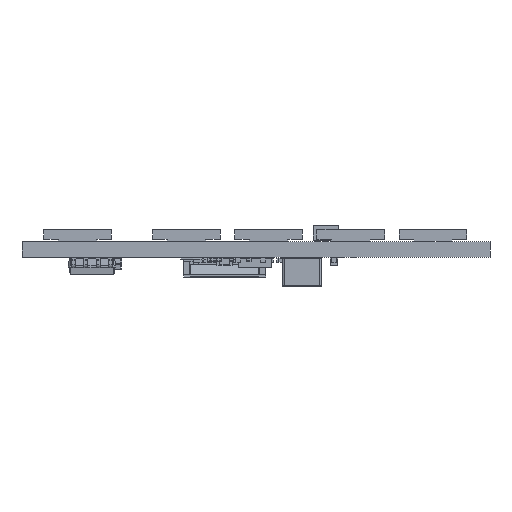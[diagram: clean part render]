
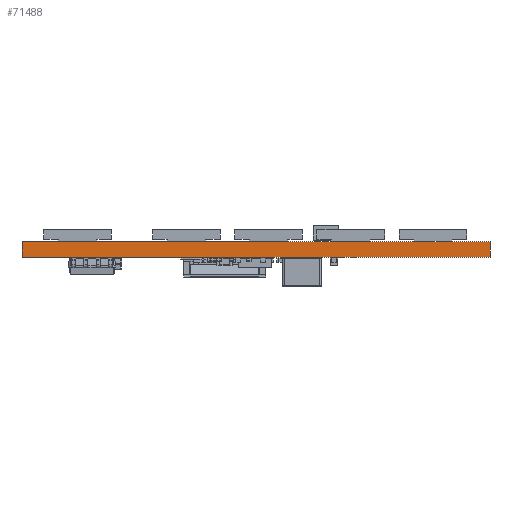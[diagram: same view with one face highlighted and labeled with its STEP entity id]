
A CAD part, left-side view. The second image highlights one B-rep face of the part: STEP entity #71488.
In plain terms, the highlighted planar face has unit normal (-1, 0, 0).
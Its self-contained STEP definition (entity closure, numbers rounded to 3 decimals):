
#71372 = EDGE_CURVE('',#71373,#71375,#71377,.T.);
#71373 = VERTEX_POINT('',#71374);
#71374 = CARTESIAN_POINT('',(90.,-40.,0.));
#71375 = VERTEX_POINT('',#71376);
#71376 = CARTESIAN_POINT('',(90.,-40.,1.6));
#71377 = SURFACE_CURVE('',#71378,(#71382,#71394),.PCURVE_S1.);
#71378 = LINE('',#71379,#71380);
#71379 = CARTESIAN_POINT('',(90.,-40.,0.));
#71380 = VECTOR('',#71381,1.);
#71381 = DIRECTION('',(0.,0.,1.));
#71382 = PCURVE('',#71383,#71388);
#71383 = PLANE('',#71384);
#71384 = AXIS2_PLACEMENT_3D('',#71385,#71386,#71387);
#71385 = CARTESIAN_POINT('',(90.,-40.,0.));
#71386 = DIRECTION('',(0.,1.,0.));
#71387 = DIRECTION('',(1.,0.,0.));
#71388 = DEFINITIONAL_REPRESENTATION('',(#71389),#71393);
#71389 = LINE('',#71390,#71391);
#71390 = CARTESIAN_POINT('',(0.,0.));
#71391 = VECTOR('',#71392,1.);
#71392 = DIRECTION('',(0.,-1.));
#71393 = ( GEOMETRIC_REPRESENTATION_CONTEXT(2) 
PARAMETRIC_REPRESENTATION_CONTEXT() REPRESENTATION_CONTEXT('2D SPACE',''
  ) );
#71394 = PCURVE('',#71395,#71400);
#71395 = PLANE('',#71396);
#71396 = AXIS2_PLACEMENT_3D('',#71397,#71398,#71399);
#71397 = CARTESIAN_POINT('',(90.,-88.4,0.));
#71398 = DIRECTION('',(-1.,0.,0.));
#71399 = DIRECTION('',(0.,1.,0.));
#71400 = DEFINITIONAL_REPRESENTATION('',(#71401),#71405);
#71401 = LINE('',#71402,#71403);
#71402 = CARTESIAN_POINT('',(48.4,0.));
#71403 = VECTOR('',#71404,1.);
#71404 = DIRECTION('',(0.,-1.));
#71405 = ( GEOMETRIC_REPRESENTATION_CONTEXT(2) 
PARAMETRIC_REPRESENTATION_CONTEXT() REPRESENTATION_CONTEXT('2D SPACE',''
  ) );
#71423 = PLANE('',#71424);
#71424 = AXIS2_PLACEMENT_3D('',#71425,#71426,#71427);
#71425 = CARTESIAN_POINT('',(114.2,-64.2,1.6));
#71426 = DIRECTION('',(0.,0.,-1.));
#71427 = DIRECTION('',(-1.,0.,0.));
#71477 = PLANE('',#71478);
#71478 = AXIS2_PLACEMENT_3D('',#71479,#71480,#71481);
#71479 = CARTESIAN_POINT('',(114.2,-64.2,0.));
#71480 = DIRECTION('',(0.,0.,-1.));
#71481 = DIRECTION('',(-1.,0.,0.));
#71488 = ADVANCED_FACE('',(#71489),#71395,.T.);
#71489 = FACE_BOUND('',#71490,.T.);
#71490 = EDGE_LOOP('',(#71491,#71521,#71542,#71543));
#71491 = ORIENTED_EDGE('',*,*,#71492,.T.);
#71492 = EDGE_CURVE('',#71493,#71495,#71497,.T.);
#71493 = VERTEX_POINT('',#71494);
#71494 = CARTESIAN_POINT('',(90.,-88.4,0.));
#71495 = VERTEX_POINT('',#71496);
#71496 = CARTESIAN_POINT('',(90.,-88.4,1.6));
#71497 = SURFACE_CURVE('',#71498,(#71502,#71509),.PCURVE_S1.);
#71498 = LINE('',#71499,#71500);
#71499 = CARTESIAN_POINT('',(90.,-88.4,0.));
#71500 = VECTOR('',#71501,1.);
#71501 = DIRECTION('',(0.,0.,1.));
#71502 = PCURVE('',#71395,#71503);
#71503 = DEFINITIONAL_REPRESENTATION('',(#71504),#71508);
#71504 = LINE('',#71505,#71506);
#71505 = CARTESIAN_POINT('',(0.,0.));
#71506 = VECTOR('',#71507,1.);
#71507 = DIRECTION('',(0.,-1.));
#71508 = ( GEOMETRIC_REPRESENTATION_CONTEXT(2) 
PARAMETRIC_REPRESENTATION_CONTEXT() REPRESENTATION_CONTEXT('2D SPACE',''
  ) );
#71509 = PCURVE('',#71510,#71515);
#71510 = PLANE('',#71511);
#71511 = AXIS2_PLACEMENT_3D('',#71512,#71513,#71514);
#71512 = CARTESIAN_POINT('',(138.4,-88.4,0.));
#71513 = DIRECTION('',(0.,-1.,0.));
#71514 = DIRECTION('',(-1.,0.,0.));
#71515 = DEFINITIONAL_REPRESENTATION('',(#71516),#71520);
#71516 = LINE('',#71517,#71518);
#71517 = CARTESIAN_POINT('',(48.4,0.));
#71518 = VECTOR('',#71519,1.);
#71519 = DIRECTION('',(0.,-1.));
#71520 = ( GEOMETRIC_REPRESENTATION_CONTEXT(2) 
PARAMETRIC_REPRESENTATION_CONTEXT() REPRESENTATION_CONTEXT('2D SPACE',''
  ) );
#71521 = ORIENTED_EDGE('',*,*,#71522,.T.);
#71522 = EDGE_CURVE('',#71495,#71375,#71523,.T.);
#71523 = SURFACE_CURVE('',#71524,(#71528,#71535),.PCURVE_S1.);
#71524 = LINE('',#71525,#71526);
#71525 = CARTESIAN_POINT('',(90.,-88.4,1.6));
#71526 = VECTOR('',#71527,1.);
#71527 = DIRECTION('',(0.,1.,0.));
#71528 = PCURVE('',#71395,#71529);
#71529 = DEFINITIONAL_REPRESENTATION('',(#71530),#71534);
#71530 = LINE('',#71531,#71532);
#71531 = CARTESIAN_POINT('',(0.,-1.6));
#71532 = VECTOR('',#71533,1.);
#71533 = DIRECTION('',(1.,0.));
#71534 = ( GEOMETRIC_REPRESENTATION_CONTEXT(2) 
PARAMETRIC_REPRESENTATION_CONTEXT() REPRESENTATION_CONTEXT('2D SPACE',''
  ) );
#71535 = PCURVE('',#71423,#71536);
#71536 = DEFINITIONAL_REPRESENTATION('',(#71537),#71541);
#71537 = LINE('',#71538,#71539);
#71538 = CARTESIAN_POINT('',(24.2,-24.2));
#71539 = VECTOR('',#71540,1.);
#71540 = DIRECTION('',(0.,1.));
#71541 = ( GEOMETRIC_REPRESENTATION_CONTEXT(2) 
PARAMETRIC_REPRESENTATION_CONTEXT() REPRESENTATION_CONTEXT('2D SPACE',''
  ) );
#71542 = ORIENTED_EDGE('',*,*,#71372,.F.);
#71543 = ORIENTED_EDGE('',*,*,#71544,.F.);
#71544 = EDGE_CURVE('',#71493,#71373,#71545,.T.);
#71545 = SURFACE_CURVE('',#71546,(#71550,#71557),.PCURVE_S1.);
#71546 = LINE('',#71547,#71548);
#71547 = CARTESIAN_POINT('',(90.,-88.4,0.));
#71548 = VECTOR('',#71549,1.);
#71549 = DIRECTION('',(0.,1.,0.));
#71550 = PCURVE('',#71395,#71551);
#71551 = DEFINITIONAL_REPRESENTATION('',(#71552),#71556);
#71552 = LINE('',#71553,#71554);
#71553 = CARTESIAN_POINT('',(0.,0.));
#71554 = VECTOR('',#71555,1.);
#71555 = DIRECTION('',(1.,0.));
#71556 = ( GEOMETRIC_REPRESENTATION_CONTEXT(2) 
PARAMETRIC_REPRESENTATION_CONTEXT() REPRESENTATION_CONTEXT('2D SPACE',''
  ) );
#71557 = PCURVE('',#71477,#71558);
#71558 = DEFINITIONAL_REPRESENTATION('',(#71559),#71563);
#71559 = LINE('',#71560,#71561);
#71560 = CARTESIAN_POINT('',(24.2,-24.2));
#71561 = VECTOR('',#71562,1.);
#71562 = DIRECTION('',(0.,1.));
#71563 = ( GEOMETRIC_REPRESENTATION_CONTEXT(2) 
PARAMETRIC_REPRESENTATION_CONTEXT() REPRESENTATION_CONTEXT('2D SPACE',''
  ) );
